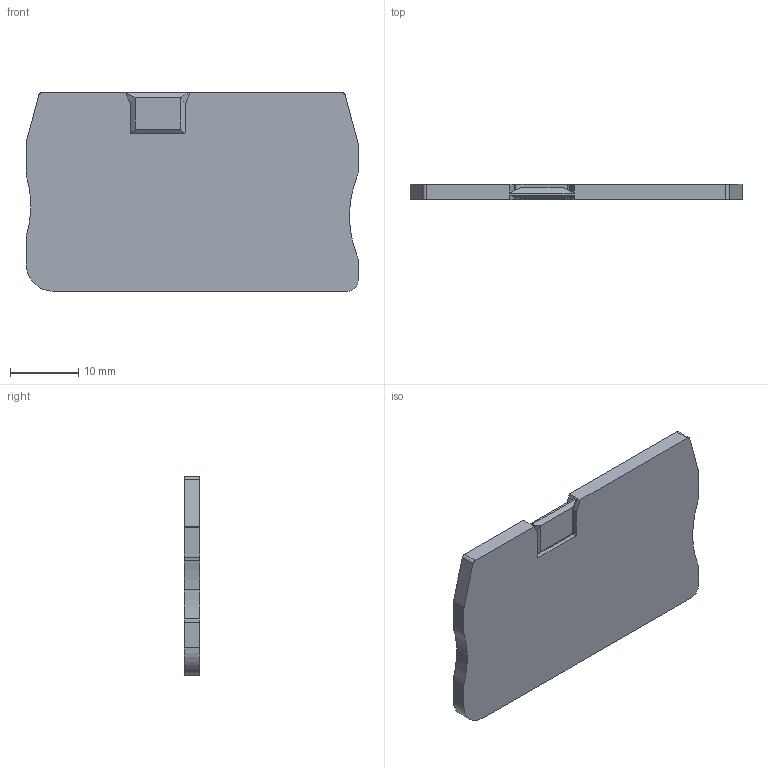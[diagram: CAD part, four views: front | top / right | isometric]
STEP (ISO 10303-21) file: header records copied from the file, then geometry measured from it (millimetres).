
FILE_DESCRIPTION( ('This file contains a STEP AP42 implementation' ,'as created by ZW3D STEP Interface translator.') ,'2;1' );
FILE_NAME( 'D-RNS 2.5傷啣耀倰.stp' ,'23 4 7. 921 5', (''), ('ZWCAD Software Co.'), 'Version 1.0', 'ZW3D to STEP translator', '' );
FILE_SCHEMA(('AUTOMOTIVE_DESIGN { 1 0 10303 214 1 1 1 1 }'));
Length unit declared in the file: millimetre
Products named in the file (2): 0; RNS 2.5_錨璃85
Bounding box: 48.6 x 2.2 x 29.05 mm (x, y, z)
Volume: 2992.6 mm3; surface area: 3121.6 mm2
Topology: 1 solids, 1 shells, 52 faces, 144 edges, 94 vertices
Faces by surface type: plane 34, cylinder 18
Entity records: 1734 total; most frequent: CARTESIAN_POINT 315, ORIENTED_EDGE 288, DIRECTION 274, EDGE_CURVE 144, VECTOR 104, LINE 104, VERTEX_POINT 94, AXIS2_PLACEMENT_3D 85
